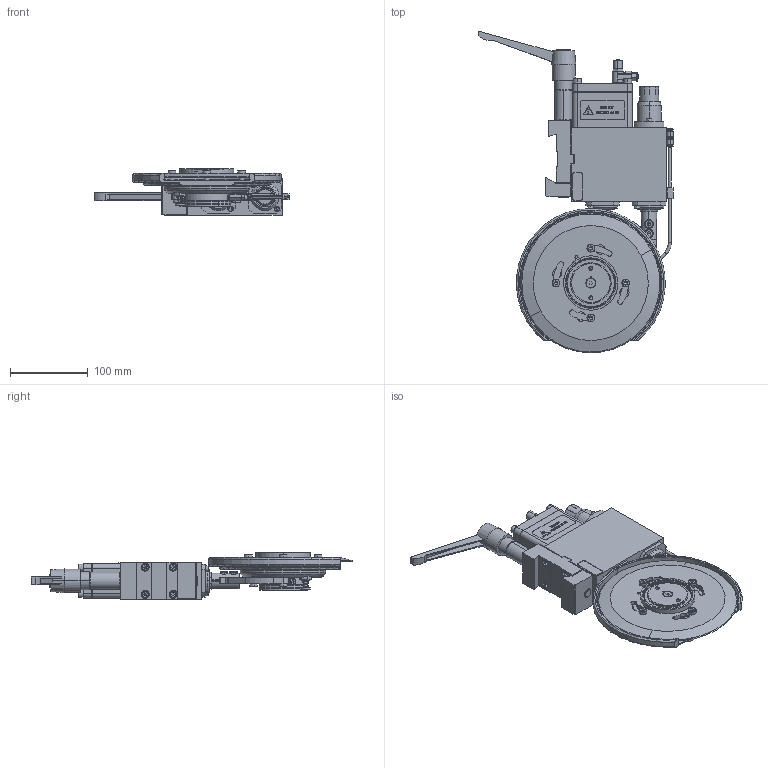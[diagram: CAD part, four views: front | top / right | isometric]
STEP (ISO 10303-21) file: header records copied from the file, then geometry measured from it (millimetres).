
FILE_DESCRIPTION (( 'STEP AP214' ), '1' );
FILE_NAME ('P3140-0001.STEP', '2022-10-17T18:10:24', ( '' ), ( '' ), 'SwSTEP 2.0', 'SolidWorks 2021', '' );
FILE_SCHEMA (( 'AUTOMOTIVE_DESIGN' ));
Length unit declared in the file: inch
Products named in the file (1): P3140-0001
Bounding box: 251.95 x 414.74 x 60.3 mm (x, y, z)
Surface area: 282555.7 mm2 (no closed solid volume)
Topology: 0 solids, 120 shells, 1098 faces, 3748 edges, 2693 vertices
Faces by surface type: plane 485, cylinder 349, cone 210, torus 42, bspline 9, sphere 3
Entity records: 60365 total; most frequent: CARTESIAN_POINT 13504, DIRECTION 6956, ORIENTED_EDGE 6042, EDGE_CURVE 3703, VERTEX_POINT 2692, AXIS2_PLACEMENT_3D 2513, VECTOR 1930, LINE 1930
